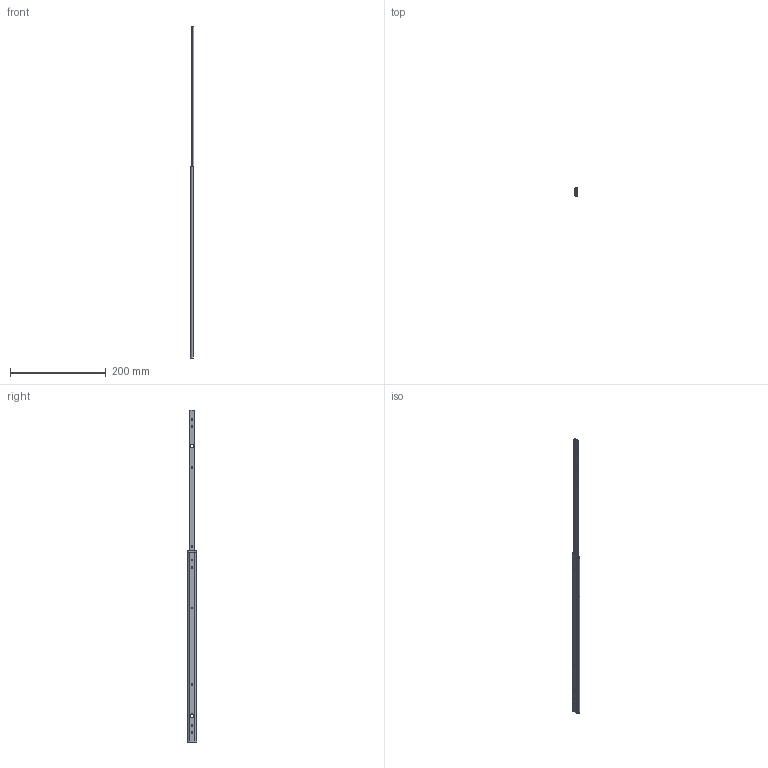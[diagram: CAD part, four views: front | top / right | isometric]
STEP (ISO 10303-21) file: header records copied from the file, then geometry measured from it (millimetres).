
FILE_DESCRIPTION (( 'STEP AP203' ), '1' );
FILE_NAME ('KC-283-40.STEP', '2020-03-24T04:14:45', ( '' ), ( '' ), 'SwSTEP 2.0', 'SolidWorks 2018', '' );
FILE_SCHEMA (( 'CONFIG_CONTROL_DESIGN' ));
Length unit declared in the file: millimetre
Products named in the file (4): KC-283-40; KC-283-40_インナーメンバー; KC-283-40_ボールリテイナー; KC-283-40_アウターメンバー_
Assembly tree (3 placements, depth 2):
  KC-283-40
    KC-283-40_アウターメンバー_
    KC-283-40_インナーメンバー
    KC-283-40_ボールリテイナー
Bounding box: 8 x 20 x 694 mm (x, y, z)
Volume: 26552.6 mm3; surface area: 45509.1 mm2
Topology: 3 solids, 3 shells, 152 faces, 442 edges, 294 vertices
Faces by surface type: cylinder 76, plane 76
Entity records: 5540 total; most frequent: DIRECTION 914, CARTESIAN_POINT 894, ORIENTED_EDGE 884, EDGE_CURVE 442, AXIS2_PLACEMENT_3D 314, VERTEX_POINT 294, LINE 286, VECTOR 286
